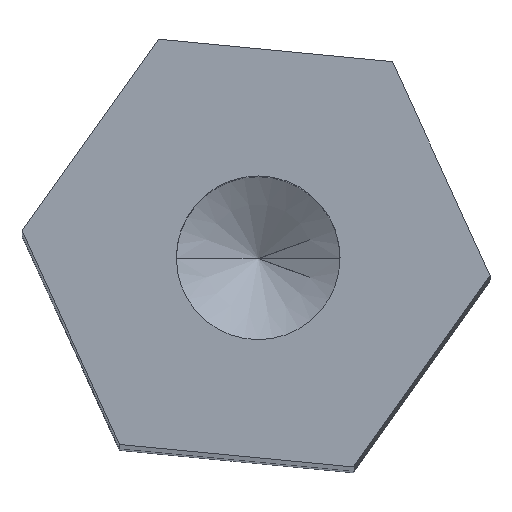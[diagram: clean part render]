
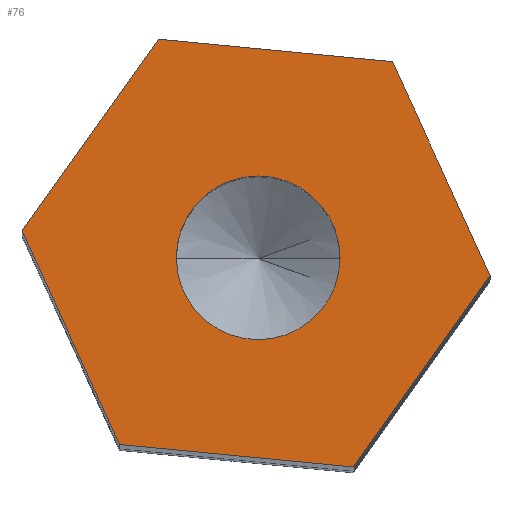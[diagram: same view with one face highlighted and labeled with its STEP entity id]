
A CAD part, top view. The second image highlights one B-rep face of the part: STEP entity #76.
In plain terms, the highlighted planar face has unit normal (0, 0, 1).
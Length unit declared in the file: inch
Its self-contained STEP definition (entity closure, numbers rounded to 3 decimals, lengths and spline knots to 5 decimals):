
#4 = CARTESIAN_POINT ( 'NONE',  ( -0.11975, 0.26267, 2.823 ) ) ;
#7 = DIRECTION ( 'NONE',  ( 1., 0., 0. ) ) ;
#9 = DIRECTION ( 'NONE',  ( 0., 0., 1. ) ) ;
#10 = CARTESIAN_POINT ( 'NONE',  ( 0.00266, -0.00584, 2.823 ) ) ;
#11 = DIRECTION ( 'NONE',  ( 0.995, -0.096, 0. ) ) ;
#21 = CARTESIAN_POINT ( 'NONE',  ( 0.1676, 0.23504, 2.823 ) ) ;
#35 = DIRECTION ( 'NONE',  ( -0.581, -0.814, 0. ) ) ;
#76 = ADVANCED_FACE ( 'NONE', ( #395, #399 ), #929, .T. ) ;
#97 = CARTESIAN_POINT ( 'NONE',  ( -0.1676, -0.23504, 2.823 ) ) ;
#120 = CARTESIAN_POINT ( 'NONE',  ( 0.11975, -0.26267, 2.823 ) ) ;
#163 = VECTOR ( 'NONE', #258, 39.37008 ) ;
#164 = CIRCLE ( 'NONE', #471, 0.1005 ) ;
#173 = LINE ( 'NONE', #889, #163 ) ;
#175 = LINE ( 'NONE', #405, #183 ) ;
#182 = LINE ( 'NONE', #21, #190 ) ;
#183 = VECTOR ( 'NONE', #35, 39.37008 ) ;
#185 = VECTOR ( 'NONE', #563, 39.37008 ) ;
#190 = VECTOR ( 'NONE', #459, 39.37008 ) ;
#192 = LINE ( 'NONE', #901, #185 ) ;
#193 = VECTOR ( 'NONE', #749, 39.37008 ) ;
#200 = CARTESIAN_POINT ( 'NONE',  ( -0.09784, -0.00584, 2.823 ) ) ;
#203 = LINE ( 'NONE', #339, #193 ) ;
#204 = VECTOR ( 'NONE', #11, 39.37008 ) ;
#210 = LINE ( 'NONE', #898, #204 ) ;
#258 = DIRECTION ( 'NONE',  ( 0.415, -0.91, 0. ) ) ;
#260 = DIRECTION ( 'NONE',  ( 0., 0., 1. ) ) ;
#271 = CARTESIAN_POINT ( 'NONE',  ( 0.1676, 0.23504, 2.823 ) ) ;
#337 = CIRCLE ( 'NONE', #521, 0.1005 ) ;
#339 = CARTESIAN_POINT ( 'NONE',  ( 0.11975, -0.26267, 2.823 ) ) ;
#395 = FACE_BOUND ( 'NONE', #646, .T. ) ;
#399 = FACE_OUTER_BOUND ( 'NONE', #429, .T. ) ;
#405 = CARTESIAN_POINT ( 'NONE',  ( -0.11975, 0.26267, 2.823 ) ) ;
#413 = ORIENTED_EDGE ( 'NONE', *, *, #756, .T. ) ;
#426 = ORIENTED_EDGE ( 'NONE', *, *, #774, .F. ) ;
#429 = EDGE_LOOP ( 'NONE', ( #804, #648, #413, #823, #687, #486 ) ) ;
#431 = VERTEX_POINT ( 'NONE', #97 ) ;
#438 = CARTESIAN_POINT ( 'NONE',  ( 0.28735, -0.02763, 2.823 ) ) ;
#454 = VERTEX_POINT ( 'NONE', #4 ) ;
#459 = DIRECTION ( 'NONE',  ( -0.995, 0.096, 0. ) ) ;
#466 = VERTEX_POINT ( 'NONE', #834 ) ;
#471 = AXIS2_PLACEMENT_3D ( 'NONE', #829, #260, #890 ) ;
#486 = ORIENTED_EDGE ( 'NONE', *, *, #769, .T. ) ;
#521 = AXIS2_PLACEMENT_3D ( 'NONE', #10, #9, #7 ) ;
#527 = CARTESIAN_POINT ( 'NONE',  ( 0.10316, -0.00584, 2.823 ) ) ;
#547 = VERTEX_POINT ( 'NONE', #527 ) ;
#552 = VERTEX_POINT ( 'NONE', #200 ) ;
#563 = DIRECTION ( 'NONE',  ( -0.415, 0.91, 0. ) ) ;
#564 = VERTEX_POINT ( 'NONE', #120 ) ;
#593 = AXIS2_PLACEMENT_3D ( 'NONE', #887, #880, #878 ) ;
#616 = EDGE_CURVE ( 'NONE', #552, #547, #337, .T. ) ;
#646 = EDGE_LOOP ( 'NONE', ( #426, #827 ) ) ;
#648 = ORIENTED_EDGE ( 'NONE', *, *, #745, .T. ) ;
#687 = ORIENTED_EDGE ( 'NONE', *, *, #766, .T. ) ;
#737 = EDGE_CURVE ( 'NONE', #431, #564, #210, .T. ) ;
#745 = EDGE_CURVE ( 'NONE', #564, #833, #203, .T. ) ;
#749 = DIRECTION ( 'NONE',  ( 0.581, 0.814, 0. ) ) ;
#752 = VERTEX_POINT ( 'NONE', #271 ) ;
#756 = EDGE_CURVE ( 'NONE', #833, #752, #192, .T. ) ;
#759 = EDGE_CURVE ( 'NONE', #752, #454, #182, .T. ) ;
#766 = EDGE_CURVE ( 'NONE', #454, #466, #175, .T. ) ;
#769 = EDGE_CURVE ( 'NONE', #466, #431, #173, .T. ) ;
#774 = EDGE_CURVE ( 'NONE', #547, #552, #164, .T. ) ;
#804 = ORIENTED_EDGE ( 'NONE', *, *, #737, .T. ) ;
#823 = ORIENTED_EDGE ( 'NONE', *, *, #759, .T. ) ;
#827 = ORIENTED_EDGE ( 'NONE', *, *, #616, .F. ) ;
#829 = CARTESIAN_POINT ( 'NONE',  ( 0.00266, -0.00584, 2.823 ) ) ;
#833 = VERTEX_POINT ( 'NONE', #438 ) ;
#834 = CARTESIAN_POINT ( 'NONE',  ( -0.28735, 0.02763, 2.823 ) ) ;
#878 = DIRECTION ( 'NONE',  ( 1., 0., 0. ) ) ;
#880 = DIRECTION ( 'NONE',  ( 0., 0., 1. ) ) ;
#887 = CARTESIAN_POINT ( 'NONE',  ( 0.11975, -0.26267, 2.823 ) ) ;
#889 = CARTESIAN_POINT ( 'NONE',  ( -0.28735, 0.02763, 2.823 ) ) ;
#890 = DIRECTION ( 'NONE',  ( 1., 0., 0. ) ) ;
#898 = CARTESIAN_POINT ( 'NONE',  ( -0.1676, -0.23504, 2.823 ) ) ;
#901 = CARTESIAN_POINT ( 'NONE',  ( 0.28735, -0.02763, 2.823 ) ) ;
#929 = PLANE ( 'NONE',  #593 ) ;
